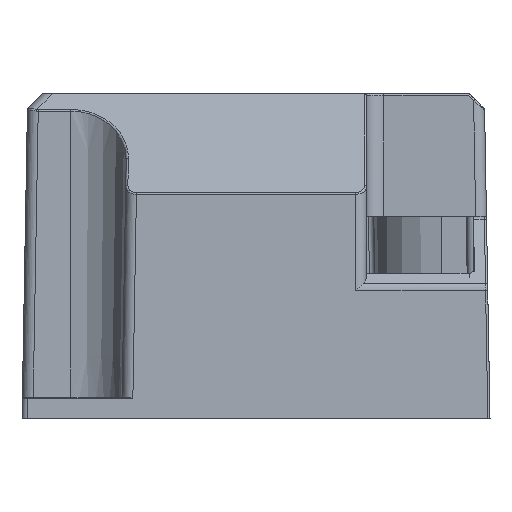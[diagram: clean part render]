
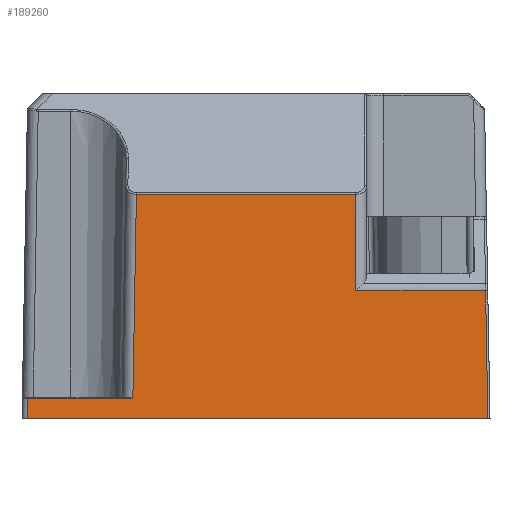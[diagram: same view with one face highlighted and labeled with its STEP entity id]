
A CAD part, left-side view. The second image highlights one B-rep face of the part: STEP entity #189260.
In plain terms, the highlighted planar face has unit normal (-1, 0, 0.026).
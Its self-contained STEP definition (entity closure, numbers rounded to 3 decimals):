
#55230=CARTESIAN_POINT('',(-48.6,21.1,
0.));
#55240=VERTEX_POINT('',#55230);
#55270=CARTESIAN_POINT('',(-48.6,21.1,
0.));
#55280=DIRECTION('',(0.,-1.,0.));
#55290=VECTOR('',#55280,1.);
#55300=LINE('',#55270,#55290);
#55310=CARTESIAN_POINT('',(-48.6,-21.4,
0.));
#55320=VERTEX_POINT('',#55310);
#55330=EDGE_CURVE('',#55240,#55320,#55300,.T.);
#188460=CARTESIAN_POINT('',(-48.6,-21.4,
0.));
#188470=DIRECTION('',(0.026,0.017,
1.));
#188480=VECTOR('',#188470,1.);
#188490=LINE('',#188460,#188480);
#188500=CARTESIAN_POINT('',(-48.291,-21.194,
11.801));
#188510=VERTEX_POINT('',#188500);
#188520=EDGE_CURVE('',#55320,#188510,#188490,.T.);
#188710=CARTESIAN_POINT('',(-48.6,21.6,0.)
);
#188720=DIRECTION('',(-1.,0.,0.026));
#188730=DIRECTION('',(0.026,0.,1.));
#188740=AXIS2_PLACEMENT_3D('',#188710,#188720,#188730);
#188750=PLANE('',#188740);
#188760=CARTESIAN_POINT('',(-48.291,-9.2,11.801));
#188770=DIRECTION('',(0.,-1.,0.));
#188780=VECTOR('',#188770,1.);
#188790=LINE('',#188760,#188780);
#188800=CARTESIAN_POINT('',(-48.291,-9.2,11.801));
#188810=VERTEX_POINT('',#188800);
#188820=EDGE_CURVE('',#188810,#188510,#188790,.T.);
#188830=ORIENTED_EDGE('',*,*,#188820,.F.);
#188840=ORIENTED_EDGE('',*,*,#188520,.T.);
#188850=ORIENTED_EDGE('',*,*,#55330,.T.);
#188860=CARTESIAN_POINT('',(-48.551,21.068,
1.854));
#188870=DIRECTION('',(-0.026,0.017,
-1.));
#188880=VECTOR('',#188870,1.);
#188890=LINE('',#188860,#188880);
#188900=CARTESIAN_POINT('',(-48.551,21.068,
1.854));
#188910=VERTEX_POINT('',#188900);
#188920=EDGE_CURVE('',#188910,#55240,#188890,.T.);
#188930=ORIENTED_EDGE('',*,*,#188920,.T.);
#188940=CARTESIAN_POINT('',(-48.551,21.068,
1.854));
#188950=DIRECTION('',(0.,-1.,0.));
#188960=VECTOR('',#188950,1.);
#188970=LINE('',#188940,#188960);
#188980=CARTESIAN_POINT('',(-48.551,11.368,
1.854));
#188990=VERTEX_POINT('',#188980);
#189000=EDGE_CURVE('',#188910,#188990,#188970,.T.);
#189010=ORIENTED_EDGE('',*,*,#189000,.F.);
#189020=CARTESIAN_POINT('',(-48.057,11.039,
20.717));
#189030=DIRECTION('',(-0.026,0.017,
-1.));
#189040=VECTOR('',#189030,1.);
#189050=LINE('',#189020,#189040);
#189060=CARTESIAN_POINT('',(-48.057,11.039,
20.717));
#189070=VERTEX_POINT('',#189060);
#189080=EDGE_CURVE('',#189070,#188990,#189050,.T.);
#189090=ORIENTED_EDGE('',*,*,#189080,.T.);
#189100=CARTESIAN_POINT('',(-48.057,11.039,
20.717));
#189110=DIRECTION('',(0.,-1.,0.));
#189120=VECTOR('',#189110,1.);
#189130=LINE('',#189100,#189120);
#189140=CARTESIAN_POINT('',(-48.057,-9.2,20.717));
#189150=VERTEX_POINT('',#189140);
#189160=EDGE_CURVE('',#189070,#189150,#189130,.T.);
#189170=ORIENTED_EDGE('',*,*,#189160,.F.);
#189180=CARTESIAN_POINT('',(-48.057,-9.2,20.717));
#189190=DIRECTION('',(-0.026,0.,-1.));
#189200=VECTOR('',#189190,1.);
#189210=LINE('',#189180,#189200);
#189220=EDGE_CURVE('',#189150,#188810,#189210,.T.);
#189230=ORIENTED_EDGE('',*,*,#189220,.F.);
#189240=EDGE_LOOP('',(#189230,#189170,#189090,#189010,#188930,#188850,
#188840,#188830));
#189250=FACE_OUTER_BOUND('',#189240,.T.);
#189260=ADVANCED_FACE('',(#189250),#188750,.T.);
